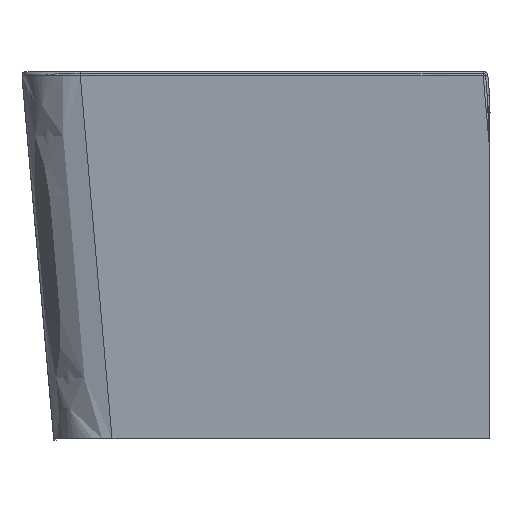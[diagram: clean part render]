
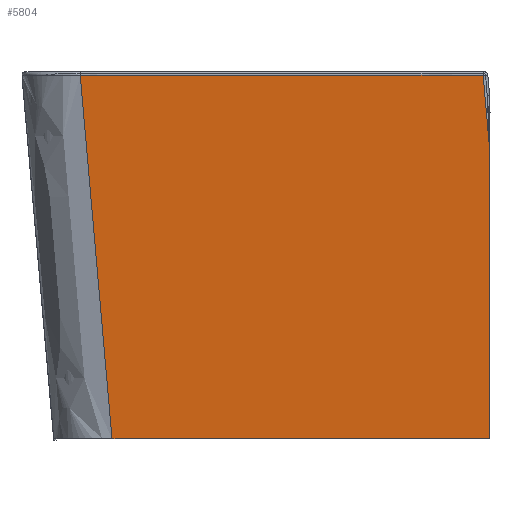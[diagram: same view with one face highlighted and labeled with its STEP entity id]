
A CAD part, top view. The second image highlights one B-rep face of the part: STEP entity #5804.
In plain terms, the highlighted free-form (B-spline) face has degree [3, 5] with [4, 6] control points.
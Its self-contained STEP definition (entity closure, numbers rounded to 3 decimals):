
#204=CARTESIAN_POINT('',(403.5,-132.486,888.409));
#251=CARTESIAN_POINT('',(392.479,-6.523,899.429));
#257=CARTESIAN_POINT('',(403.5,-132.486,888.409));
#258=CARTESIAN_POINT('',(403.5,-165.84,885.491));
#259=CARTESIAN_POINT('',(403.5,-232.471,879.661));
#260=CARTESIAN_POINT('',(403.5,-332.197,870.937));
#261=CARTESIAN_POINT('',(403.5,-431.7,862.231));
#262=CARTESIAN_POINT('',(403.5,-530.98,853.545));
#263=CARTESIAN_POINT('',(403.5,-597.018,847.768));
#264=CARTESIAN_POINT('',(403.5,-630.,844.882));
#266=DIRECTION('',(-1.,0.,0.));
#267=VECTOR('',#266,648.382);
#268=CARTESIAN_POINT('',(403.5,-630.,844.882));
#269=LINE('',#268,#267);
#270=DIRECTION('',(-1.,0.,0.));
#271=VECTOR('',#270,691.908);
#272=CARTESIAN_POINT('',(392.479,-6.523,899.429));
#273=LINE('',#272,#271);
#274=CARTESIAN_POINT('',(392.479,-6.523,899.429));
#275=CARTESIAN_POINT('',(392.869,-10.979,899.039));
#276=CARTESIAN_POINT('',(393.672,-20.157,898.236));
#277=CARTESIAN_POINT('',(394.949,-34.757,896.959));
#278=CARTESIAN_POINT('',(396.291,-50.092,895.617));
#279=CARTESIAN_POINT('',(397.65,-65.631,894.258));
#280=CARTESIAN_POINT('',(399.031,-81.412,892.877));
#281=CARTESIAN_POINT('',(400.452,-97.659,891.456));
#282=CARTESIAN_POINT('',(401.931,-114.558,889.978));
#283=CARTESIAN_POINT('',(402.969,-126.42,888.94));
#284=CARTESIAN_POINT('',(403.5,-132.486,888.409));
#3540=DIRECTION('',(-0.087,0.992,0.087));
#3541=VECTOR('',#3540,628.231);
#3542=CARTESIAN_POINT('',(-244.882,-630.,844.882));
#3543=LINE('',#3542,#3541);
#3544=CARTESIAN_POINT('',(-244.882,-630.,844.882));
#4867=VERTEX_POINT('',#3544);
#4869=CARTESIAN_POINT('',(403.5,-630.,844.882));
#4870=VERTEX_POINT('',#4869);
#4881=VERTEX_POINT('',#251);
#4883=CARTESIAN_POINT('',(-299.429,-6.523,
899.429));
#4884=VERTEX_POINT('',#4883);
#4930=VERTEX_POINT('',#204);
#5769=CARTESIAN_POINT('',(-306.519,0.,900.));
#5770=CARTESIAN_POINT('',(-168.512,0.,900.));
#5771=CARTESIAN_POINT('',(-26.991,0.,900.));
#5772=CARTESIAN_POINT('',(116.828,0.,900.));
#5773=CARTESIAN_POINT('',(262.653,0.,900.));
#5774=CARTESIAN_POINT('',(411.108,0.,900.));
#5775=CARTESIAN_POINT('',(-287.953,-212.078,
881.446));
#5776=CARTESIAN_POINT('',(-150.145,-212.078,
881.446));
#5777=CARTESIAN_POINT('',(-11.202,-212.078,
881.446));
#5778=CARTESIAN_POINT('',(128.578,-212.078,881.446));
#5779=CARTESIAN_POINT('',(269.124,-212.078,881.446));
#5780=CARTESIAN_POINT('',(410.589,-212.078,881.446));
#5781=CARTESIAN_POINT('',(-269.387,-424.157,
862.891));
#5782=CARTESIAN_POINT('',(-131.779,-424.157,
862.891));
#5783=CARTESIAN_POINT('',(4.587,-424.157,862.891));
#5784=CARTESIAN_POINT('',(140.328,-424.157,862.891));
#5785=CARTESIAN_POINT('',(275.595,-424.157,862.891));
#5786=CARTESIAN_POINT('',(410.069,-424.157,862.891));
#5787=CARTESIAN_POINT('',(-250.821,-636.235,
844.337));
#5788=CARTESIAN_POINT('',(-113.412,-636.235,
844.337));
#5789=CARTESIAN_POINT('',(20.376,-636.235,844.337));
#5790=CARTESIAN_POINT('',(152.078,-636.235,844.337));
#5791=CARTESIAN_POINT('',(282.066,-636.235,844.337));
#5792=CARTESIAN_POINT('',(409.549,-636.235,844.337));
#5793=B_SPLINE_SURFACE_WITH_KNOTS('',3,5,((#5769,#5770,#5771,#5772,#5773,#5774),
(#5775,#5776,#5777,#5778,#5779,#5780),(#5781,#5782,#5783,#5784,#5785,#5786),(
#5787,#5788,#5789,#5790,#5791,#5792)),.UNSPECIFIED.,.F.,.F.,.F.,(4,4),(6,6),(
0.,1.01),(0.729,1.004),.UNSPECIFIED.);
#5794=ORIENTED_EDGE('',*,*,#5755,.T.);
#5796=ORIENTED_EDGE('',*,*,#5795,.T.);
#5798=ORIENTED_EDGE('',*,*,#5797,.T.);
#5800=ORIENTED_EDGE('',*,*,#5799,.F.);
#5801=ORIENTED_EDGE('',*,*,#5742,.T.);
#5802=EDGE_LOOP('',(#5794,#5796,#5798,#5800,#5801));
#5803=FACE_OUTER_BOUND('',#5802,.F.);
#5804=ADVANCED_FACE('',(#5803),#5793,.T.);
#265=B_SPLINE_CURVE_WITH_KNOTS('',3,(#257,#258,#259,#260,#261,#262,#263,#264),
.UNSPECIFIED.,.F.,.F.,(4,1,1,1,1,4),(0.,0.2,0.4,0.6,0.8,1.),
.UNSPECIFIED.);
#285=B_SPLINE_CURVE_WITH_KNOTS('',3,(#274,#275,#276,#277,#278,#279,#280,#281,
#282,#283,#284),.UNSPECIFIED.,.F.,.F.,(4,1,1,1,1,1,1,1,4),(0.,0.125,0.25,
0.375,0.5,0.625,0.75,0.875,1.),.UNSPECIFIED.);
#5742=EDGE_CURVE('',#4881,#4930,#285,.T.);
#5755=EDGE_CURVE('',#4930,#4870,#265,.T.);
#5795=EDGE_CURVE('',#4870,#4867,#269,.T.);
#5797=EDGE_CURVE('',#4867,#4884,#3543,.T.);
#5799=EDGE_CURVE('',#4881,#4884,#273,.T.);
